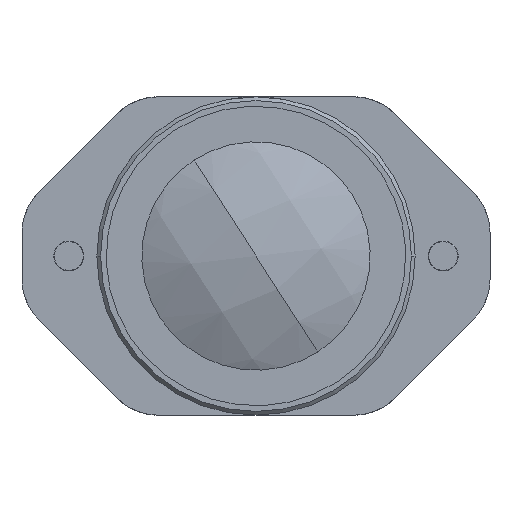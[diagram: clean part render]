
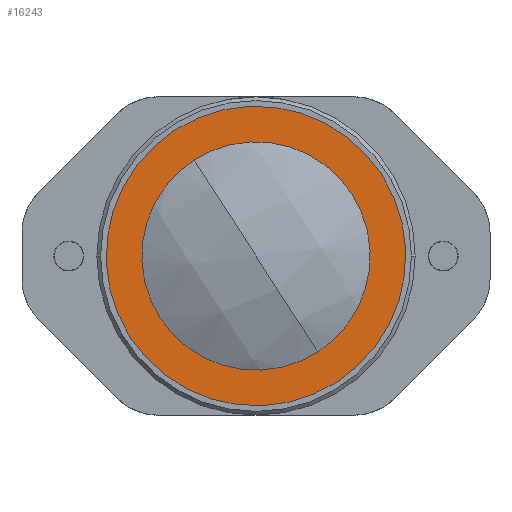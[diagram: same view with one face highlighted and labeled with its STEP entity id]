
A CAD part, front view. The second image highlights one B-rep face of the part: STEP entity #16243.
In plain terms, the highlighted face is planar.
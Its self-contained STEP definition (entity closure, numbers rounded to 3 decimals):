
#228 = CARTESIAN_POINT ( 'NONE',  ( 6.1, 17.14, 0. ) ) ;
#983 = CARTESIAN_POINT ( 'NONE',  ( 0., 17.14, 0. ) ) ;
#1269 = CARTESIAN_POINT ( 'NONE',  ( 0., 17.14, 0. ) ) ;
#2108 = VERTEX_POINT ( 'NONE', #9681 ) ;
#2748 = DIRECTION ( 'NONE',  ( 1., 0., 0. ) ) ;
#3043 = DIRECTION ( 'NONE',  ( 0., -1., 0. ) ) ;
#3051 = DIRECTION ( 'NONE',  ( 1., 0., 0. ) ) ;
#3337 = CARTESIAN_POINT ( 'NONE',  ( 8., 17.14, 0. ) ) ;
#3444 = CIRCLE ( 'NONE', #17946, 6.1 ) ;
#5462 = PLANE ( 'NONE',  #9351 ) ;
#6336 = EDGE_LOOP ( 'NONE', ( #16430, #10477 ) ) ;
#6373 = CARTESIAN_POINT ( 'NONE',  ( -8., 17.14, 0. ) ) ;
#6603 = EDGE_CURVE ( 'NONE', #20720, #2108, #16515, .T. ) ;
#7227 = EDGE_CURVE ( 'NONE', #2108, #20720, #11504, .T. ) ;
#7234 = DIRECTION ( 'NONE',  ( -1., 0., 0. ) ) ;
#7317 = VERTEX_POINT ( 'NONE', #15162 ) ;
#7389 = AXIS2_PLACEMENT_3D ( 'NONE', #9771, #22060, #11544 ) ;
#7858 = ORIENTED_EDGE ( 'NONE', *, *, #19519, .T. ) ;
#8230 = AXIS2_PLACEMENT_3D ( 'NONE', #13554, #3043, #15289 ) ;
#9351 = AXIS2_PLACEMENT_3D ( 'NONE', #3337, #17707, #7234 ) ;
#9416 = ORIENTED_EDGE ( 'NONE', *, *, #19587, .T. ) ;
#9681 = CARTESIAN_POINT ( 'NONE',  ( 8., 17.14, 0. ) ) ;
#9771 = CARTESIAN_POINT ( 'NONE',  ( 0., 17.14, 0. ) ) ;
#10352 = EDGE_LOOP ( 'NONE', ( #9416, #7858 ) ) ;
#10477 = ORIENTED_EDGE ( 'NONE', *, *, #6603, .F. ) ;
#11504 = CIRCLE ( 'NONE', #15143, 8. ) ;
#11544 = DIRECTION ( 'NONE',  ( 1., 0., 0. ) ) ;
#11979 = CIRCLE ( 'NONE', #7389, 6.1 ) ;
#11996 = FACE_OUTER_BOUND ( 'NONE', #6336, .T. ) ;
#12527 = FACE_BOUND ( 'NONE', #10352, .T. ) ;
#13255 = DIRECTION ( 'NONE',  ( 0., -1., 0. ) ) ;
#13470 = VERTEX_POINT ( 'NONE', #228 ) ;
#13554 = CARTESIAN_POINT ( 'NONE',  ( 0., 17.14, 0. ) ) ;
#13559 = DIRECTION ( 'NONE',  ( 0., -1., 0. ) ) ;
#15143 = AXIS2_PLACEMENT_3D ( 'NONE', #983, #13255, #2748 ) ;
#15162 = CARTESIAN_POINT ( 'NONE',  ( -6.1, 17.14, 0. ) ) ;
#15289 = DIRECTION ( 'NONE',  ( 1., 0., 0. ) ) ;
#16243 = ADVANCED_FACE ( 'NONE', ( #12527, #11996 ), #5462, .T. ) ;
#16430 = ORIENTED_EDGE ( 'NONE', *, *, #7227, .F. ) ;
#16515 = CIRCLE ( 'NONE', #8230, 8. ) ;
#17707 = DIRECTION ( 'NONE',  ( 0., 1., 0. ) ) ;
#17946 = AXIS2_PLACEMENT_3D ( 'NONE', #1269, #13559, #3051 ) ;
#19519 = EDGE_CURVE ( 'NONE', #7317, #13470, #11979, .T. ) ;
#19587 = EDGE_CURVE ( 'NONE', #13470, #7317, #3444, .T. ) ;
#20720 = VERTEX_POINT ( 'NONE', #6373 ) ;
#22060 = DIRECTION ( 'NONE',  ( 0., -1., 0. ) ) ;
